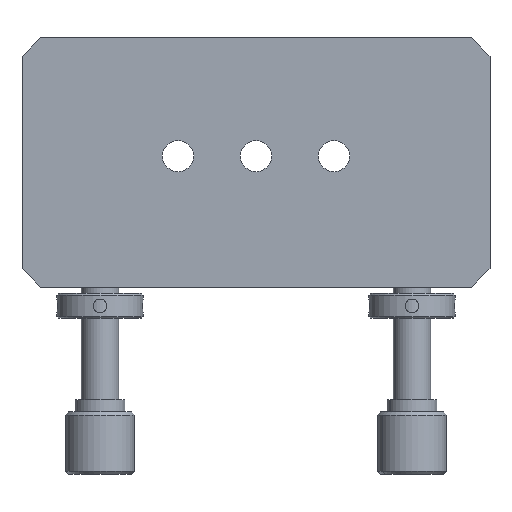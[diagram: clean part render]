
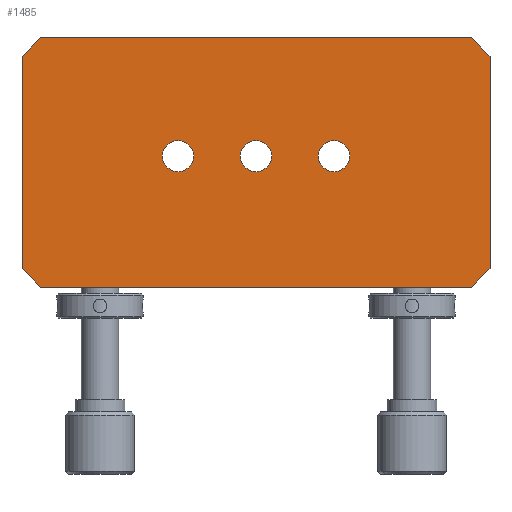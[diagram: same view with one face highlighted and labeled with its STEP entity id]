
A CAD part, front view. The second image highlights one B-rep face of the part: STEP entity #1485.
In plain terms, the highlighted planar face has unit normal (0, -1, 0).
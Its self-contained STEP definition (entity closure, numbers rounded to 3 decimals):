
#80 = VECTOR ( 'NONE', #2266, 1000. ) ;
#141 = VECTOR ( 'NONE', #3199, 1000. ) ;
#290 = VERTEX_POINT ( 'NONE', #3525 ) ;
#345 = EDGE_CURVE ( 'NONE', #7082, #4200, #1835, .T. ) ;
#403 = VECTOR ( 'NONE', #3613, 1000. ) ;
#518 = CARTESIAN_POINT ( 'NONE',  ( -29.143, -13.439, 95. ) ) ;
#719 = DIRECTION ( 'NONE',  ( 0., 1., 0. ) ) ;
#741 = CARTESIAN_POINT ( 'NONE',  ( -7.143, -13.439, 76. ) ) ;
#792 = DIRECTION ( 'NONE',  ( 0., 1., 0. ) ) ;
#797 = CARTESIAN_POINT ( 'NONE',  ( -7.143, -13.439, 76. ) ) ;
#901 = DIRECTION ( 'NONE',  ( 0., 1., 0. ) ) ;
#917 = EDGE_CURVE ( 'NONE', #4200, #7082, #2277, .T. ) ;
#924 = EDGE_CURVE ( 'NONE', #4596, #999, #5101, .T. ) ;
#962 = AXIS2_PLACEMENT_3D ( 'NONE', #1516, #901, #6619 ) ;
#970 = AXIS2_PLACEMENT_3D ( 'NONE', #2243, #6231, #4492 ) ;
#999 = VERTEX_POINT ( 'NONE', #5374 ) ;
#1026 = CARTESIAN_POINT ( 'NONE',  ( 39.857, -13.439, 55. ) ) ;
#1060 = LINE ( 'NONE', #518, #80 ) ;
#1114 = CARTESIAN_POINT ( 'NONE',  ( 5.357, -13.439, 73.5 ) ) ;
#1271 = VECTOR ( 'NONE', #4587, 1000. ) ;
#1306 = DIRECTION ( 'NONE',  ( 0., 0., 1. ) ) ;
#1331 = LINE ( 'NONE', #2909, #7104 ) ;
#1337 = DIRECTION ( 'NONE',  ( 0., 0., 1. ) ) ;
#1361 = CARTESIAN_POINT ( 'NONE',  ( 42.857, -13.439, 92. ) ) ;
#1373 = CARTESIAN_POINT ( 'NONE',  ( 42.857, -13.439, 58. ) ) ;
#1378 = CARTESIAN_POINT ( 'NONE',  ( -32.143, -13.439, 55. ) ) ;
#1456 = CARTESIAN_POINT ( 'NONE',  ( 17.857, -13.439, 73.5 ) ) ;
#1485 = ADVANCED_FACE ( 'NONE', ( #2274, #6599, #4653, #3229 ), #2098, .F. ) ;
#1497 = ORIENTED_EDGE ( 'NONE', *, *, #1976, .T. ) ;
#1504 = VERTEX_POINT ( 'NONE', #5468 ) ;
#1516 = CARTESIAN_POINT ( 'NONE',  ( 5.357, -13.439, 75. ) ) ;
#1624 = VERTEX_POINT ( 'NONE', #1026 ) ;
#1727 = VECTOR ( 'NONE', #6432, 1000. ) ;
#1728 = DIRECTION ( 'NONE',  ( 0., 0., -1. ) ) ;
#1760 = LINE ( 'NONE', #3587, #403 ) ;
#1802 = DIRECTION ( 'NONE',  ( 0., 0., 1. ) ) ;
#1835 = CIRCLE ( 'NONE', #6907, 2.5 ) ;
#1921 = DIRECTION ( 'NONE',  ( 0., 0., 1. ) ) ;
#1953 = ORIENTED_EDGE ( 'NONE', *, *, #7336, .T. ) ;
#1976 = EDGE_CURVE ( 'NONE', #4187, #5889, #2320, .T. ) ;
#2001 = VERTEX_POINT ( 'NONE', #2700 ) ;
#2041 = LINE ( 'NONE', #2099, #141 ) ;
#2060 = DIRECTION ( 'NONE',  ( 0., 1., 0. ) ) ;
#2098 = PLANE ( 'NONE',  #962 ) ;
#2099 = CARTESIAN_POINT ( 'NONE',  ( -32.143, -13.439, 58. ) ) ;
#2241 = CIRCLE ( 'NONE', #970, 2.5 ) ;
#2243 = CARTESIAN_POINT ( 'NONE',  ( 17.857, -13.439, 76. ) ) ;
#2266 = DIRECTION ( 'NONE',  ( -0.707, 0., -0.707 ) ) ;
#2274 = FACE_BOUND ( 'NONE', #3908, .T. ) ;
#2277 = CIRCLE ( 'NONE', #3347, 2.5 ) ;
#2320 = CIRCLE ( 'NONE', #3027, 2.5 ) ;
#2414 = CIRCLE ( 'NONE', #4641, 2.5 ) ;
#2520 = ORIENTED_EDGE ( 'NONE', *, *, #6491, .F. ) ;
#2684 = ORIENTED_EDGE ( 'NONE', *, *, #5670, .F. ) ;
#2700 = CARTESIAN_POINT ( 'NONE',  ( 39.857, -13.439, 95. ) ) ;
#2747 = ORIENTED_EDGE ( 'NONE', *, *, #6100, .F. ) ;
#2816 = EDGE_CURVE ( 'NONE', #1504, #6048, #2041, .T. ) ;
#2887 = CARTESIAN_POINT ( 'NONE',  ( 5.357, -13.439, 76. ) ) ;
#2909 = CARTESIAN_POINT ( 'NONE',  ( 42.857, -13.439, 55. ) ) ;
#2989 = CARTESIAN_POINT ( 'NONE',  ( 17.857, -13.439, 76. ) ) ;
#3012 = VECTOR ( 'NONE', #1306, 1000. ) ;
#3027 = AXIS2_PLACEMENT_3D ( 'NONE', #3228, #2060, #7149 ) ;
#3115 = EDGE_LOOP ( 'NONE', ( #2520, #6831, #6735, #5389, #2747, #1953, #2684, #5120 ) ) ;
#3199 = DIRECTION ( 'NONE',  ( 0.707, 0., -0.707 ) ) ;
#3219 = LINE ( 'NONE', #7210, #5886 ) ;
#3228 = CARTESIAN_POINT ( 'NONE',  ( 5.357, -13.439, 76. ) ) ;
#3229 = FACE_OUTER_BOUND ( 'NONE', #3115, .T. ) ;
#3239 = EDGE_CURVE ( 'NONE', #1624, #7140, #5893, .T. ) ;
#3347 = AXIS2_PLACEMENT_3D ( 'NONE', #741, #792, #1337 ) ;
#3499 = AXIS2_PLACEMENT_3D ( 'NONE', #2989, #719, #1921 ) ;
#3525 = CARTESIAN_POINT ( 'NONE',  ( -32.143, -13.439, 92. ) ) ;
#3587 = CARTESIAN_POINT ( 'NONE',  ( -32.143, -13.439, 95. ) ) ;
#3613 = DIRECTION ( 'NONE',  ( 1., 0., 0. ) ) ;
#3709 = EDGE_LOOP ( 'NONE', ( #4949, #6452 ) ) ;
#3751 = VERTEX_POINT ( 'NONE', #1361 ) ;
#3908 = EDGE_LOOP ( 'NONE', ( #4050, #1497 ) ) ;
#4050 = ORIENTED_EDGE ( 'NONE', *, *, #5506, .T. ) ;
#4059 = DIRECTION ( 'NONE',  ( 0., 1., 0. ) ) ;
#4187 = VERTEX_POINT ( 'NONE', #1114 ) ;
#4200 = VERTEX_POINT ( 'NONE', #6201 ) ;
#4492 = DIRECTION ( 'NONE',  ( 0., 0., 1. ) ) ;
#4524 = LINE ( 'NONE', #1378, #3012 ) ;
#4569 = EDGE_CURVE ( 'NONE', #999, #4596, #2241, .T. ) ;
#4587 = DIRECTION ( 'NONE',  ( -1., 0., 0. ) ) ;
#4596 = VERTEX_POINT ( 'NONE', #1456 ) ;
#4641 = AXIS2_PLACEMENT_3D ( 'NONE', #2887, #4059, #1802 ) ;
#4644 = CARTESIAN_POINT ( 'NONE',  ( -7.143, -13.439, 78.5 ) ) ;
#4653 = FACE_BOUND ( 'NONE', #3709, .T. ) ;
#4784 = EDGE_LOOP ( 'NONE', ( #6446, #6307 ) ) ;
#4949 = ORIENTED_EDGE ( 'NONE', *, *, #4569, .T. ) ;
#5101 = CIRCLE ( 'NONE', #3499, 2.5 ) ;
#5120 = ORIENTED_EDGE ( 'NONE', *, *, #2816, .T. ) ;
#5374 = CARTESIAN_POINT ( 'NONE',  ( 17.857, -13.439, 78.5 ) ) ;
#5389 = ORIENTED_EDGE ( 'NONE', *, *, #6408, .T. ) ;
#5468 = CARTESIAN_POINT ( 'NONE',  ( -32.143, -13.439, 58. ) ) ;
#5506 = EDGE_CURVE ( 'NONE', #5889, #4187, #2414, .T. ) ;
#5516 = EDGE_CURVE ( 'NONE', #3751, #7140, #1331, .T. ) ;
#5670 = EDGE_CURVE ( 'NONE', #1504, #290, #4524, .T. ) ;
#5886 = VECTOR ( 'NONE', #7261, 1000. ) ;
#5889 = VERTEX_POINT ( 'NONE', #6697 ) ;
#5893 = LINE ( 'NONE', #6916, #1727 ) ;
#6048 = VERTEX_POINT ( 'NONE', #6822 ) ;
#6100 = EDGE_CURVE ( 'NONE', #7354, #2001, #1760, .T. ) ;
#6201 = CARTESIAN_POINT ( 'NONE',  ( -7.143, -13.439, 73.5 ) ) ;
#6231 = DIRECTION ( 'NONE',  ( 0., 1., 0. ) ) ;
#6307 = ORIENTED_EDGE ( 'NONE', *, *, #917, .T. ) ;
#6408 = EDGE_CURVE ( 'NONE', #3751, #2001, #3219, .T. ) ;
#6432 = DIRECTION ( 'NONE',  ( 0.707, 0., 0.707 ) ) ;
#6446 = ORIENTED_EDGE ( 'NONE', *, *, #345, .T. ) ;
#6452 = ORIENTED_EDGE ( 'NONE', *, *, #924, .T. ) ;
#6491 = EDGE_CURVE ( 'NONE', #1624, #6048, #6678, .T. ) ;
#6599 = FACE_BOUND ( 'NONE', #4784, .T. ) ;
#6619 = DIRECTION ( 'NONE',  ( 0., 0., 1. ) ) ;
#6678 = LINE ( 'NONE', #6761, #1271 ) ;
#6697 = CARTESIAN_POINT ( 'NONE',  ( 5.357, -13.439, 78.5 ) ) ;
#6735 = ORIENTED_EDGE ( 'NONE', *, *, #5516, .F. ) ;
#6761 = CARTESIAN_POINT ( 'NONE',  ( -32.143, -13.439, 55. ) ) ;
#6777 = CARTESIAN_POINT ( 'NONE',  ( -29.143, -13.439, 95. ) ) ;
#6822 = CARTESIAN_POINT ( 'NONE',  ( -29.143, -13.439, 55. ) ) ;
#6831 = ORIENTED_EDGE ( 'NONE', *, *, #3239, .T. ) ;
#6907 = AXIS2_PLACEMENT_3D ( 'NONE', #797, #7020, #6989 ) ;
#6916 = CARTESIAN_POINT ( 'NONE',  ( 39.857, -13.439, 55. ) ) ;
#6989 = DIRECTION ( 'NONE',  ( 0., 0., 1. ) ) ;
#7020 = DIRECTION ( 'NONE',  ( 0., 1., 0. ) ) ;
#7082 = VERTEX_POINT ( 'NONE', #4644 ) ;
#7104 = VECTOR ( 'NONE', #1728, 1000. ) ;
#7140 = VERTEX_POINT ( 'NONE', #1373 ) ;
#7149 = DIRECTION ( 'NONE',  ( 0., 0., 1. ) ) ;
#7210 = CARTESIAN_POINT ( 'NONE',  ( 42.857, -13.439, 92. ) ) ;
#7261 = DIRECTION ( 'NONE',  ( -0.707, 0., 0.707 ) ) ;
#7336 = EDGE_CURVE ( 'NONE', #7354, #290, #1060, .T. ) ;
#7354 = VERTEX_POINT ( 'NONE', #6777 ) ;
